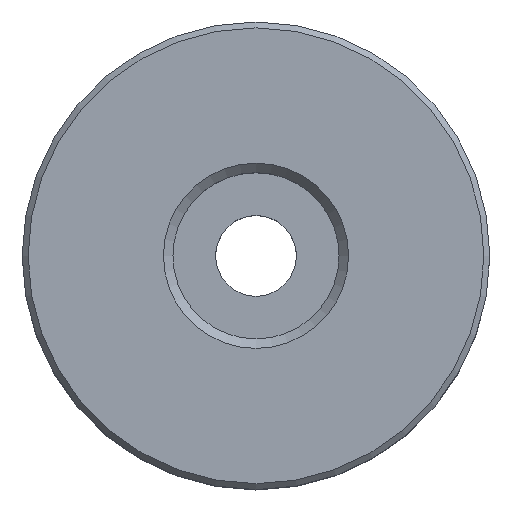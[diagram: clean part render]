
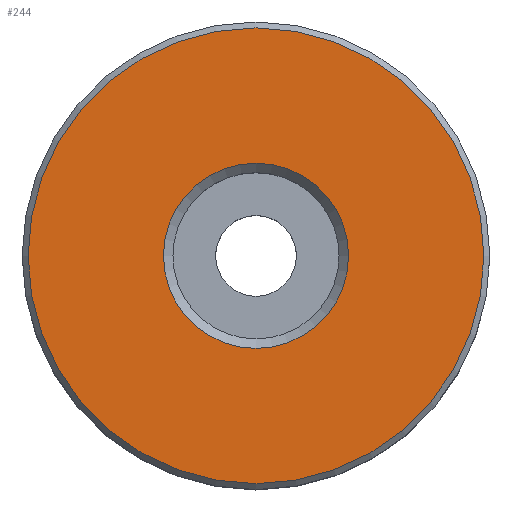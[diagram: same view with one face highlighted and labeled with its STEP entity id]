
A CAD part, top view. The second image highlights one B-rep face of the part: STEP entity #244.
In plain terms, the highlighted planar face has unit normal (0, 0, 1).
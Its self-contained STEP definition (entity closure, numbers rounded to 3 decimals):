
#12 = DIRECTION ( 'NONE',  ( 0., 0., -1. ) ) ;
#13 = AXIS2_PLACEMENT_3D ( 'NONE', #117, #12, #19 ) ;
#19 = DIRECTION ( 'NONE',  ( 1., 0., 0. ) ) ;
#32 = CARTESIAN_POINT ( 'NONE',  ( 9.6, 0., 10. ) ) ;
#34 = VERTEX_POINT ( 'NONE', #115 ) ;
#40 = EDGE_LOOP ( 'NONE', ( #133 ) ) ;
#50 = FACE_OUTER_BOUND ( 'NONE', #103, .T. ) ;
#52 = CARTESIAN_POINT ( 'NONE',  ( 0., 0., 10. ) ) ;
#59 = EDGE_CURVE ( 'NONE', #34, #34, #257, .T. ) ;
#102 = DIRECTION ( 'NONE',  ( 0., 0., 1. ) ) ;
#103 = EDGE_LOOP ( 'NONE', ( #155 ) ) ;
#105 = CARTESIAN_POINT ( 'NONE',  ( 0., 0., 10. ) ) ;
#115 = CARTESIAN_POINT ( 'NONE',  ( 3.9, 0., 10. ) ) ;
#117 = CARTESIAN_POINT ( 'NONE',  ( 0., 0., 10. ) ) ;
#118 = EDGE_CURVE ( 'NONE', #135, #135, #260, .T. ) ;
#133 = ORIENTED_EDGE ( 'NONE', *, *, #59, .T. ) ;
#135 = VERTEX_POINT ( 'NONE', #32 ) ;
#141 = FACE_BOUND ( 'NONE', #40, .T. ) ;
#145 = AXIS2_PLACEMENT_3D ( 'NONE', #52, #182, #201 ) ;
#155 = ORIENTED_EDGE ( 'NONE', *, *, #118, .T. ) ;
#182 = DIRECTION ( 'NONE',  ( 0., 0., 1. ) ) ;
#192 = DIRECTION ( 'NONE',  ( 1., 0., 0. ) ) ;
#201 = DIRECTION ( 'NONE',  ( 1., 0., 0. ) ) ;
#227 = PLANE ( 'NONE',  #145 ) ;
#244 = ADVANCED_FACE ( 'NONE', ( #50, #141 ), #227, .T. ) ;
#257 = CIRCLE ( 'NONE', #13, 3.9 ) ;
#260 = CIRCLE ( 'NONE', #276, 9.6 ) ;
#276 = AXIS2_PLACEMENT_3D ( 'NONE', #105, #102, #192 ) ;
